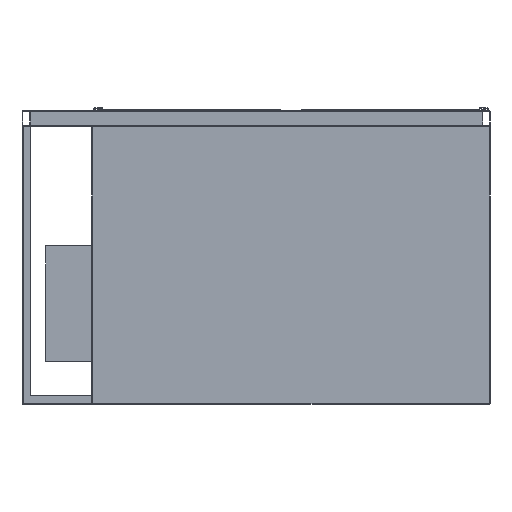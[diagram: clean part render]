
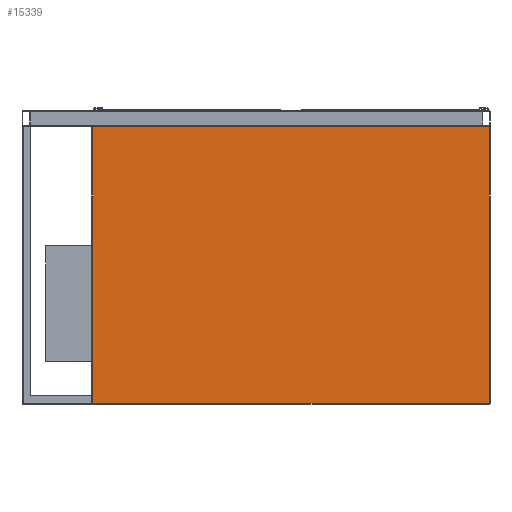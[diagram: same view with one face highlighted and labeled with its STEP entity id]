
A CAD part, front view. The second image highlights one B-rep face of the part: STEP entity #15339.
In plain terms, the highlighted planar face has unit normal (0, -1, 0).
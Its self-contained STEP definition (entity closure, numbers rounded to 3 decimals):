
#51 = PLANE ( 'NONE',  #15247 ) ;
#152 = DIRECTION ( 'NONE',  ( 0., -1., 0. ) ) ;
#571 = CARTESIAN_POINT ( 'NONE',  ( 513., -325., -758. ) ) ;
#1898 = CARTESIAN_POINT ( 'NONE',  ( -513., -325., -760. ) ) ;
#2183 = LINE ( 'NONE', #1898, #5098 ) ;
#3403 = LINE ( 'NONE', #15685, #9315 ) ;
#3470 = EDGE_CURVE ( 'NONE', #18529, #11937, #13075, .T. ) ;
#4167 = ORIENTED_EDGE ( 'NONE', *, *, #10553, .T. ) ;
#4286 = VECTOR ( 'NONE', #16109, 1000. ) ;
#4862 = DIRECTION ( 'NONE',  ( 0., 0., -1. ) ) ;
#5098 = VECTOR ( 'NONE', #4862, 1000. ) ;
#5687 = VERTEX_POINT ( 'NONE', #9056 ) ;
#7432 = FACE_OUTER_BOUND ( 'NONE', #13347, .T. ) ;
#7941 = DIRECTION ( 'NONE',  ( -1., 0., 0. ) ) ;
#8663 = ORIENTED_EDGE ( 'NONE', *, *, #3470, .T. ) ;
#8836 = EDGE_CURVE ( 'NONE', #11937, #5687, #11861, .T. ) ;
#9056 = CARTESIAN_POINT ( 'NONE',  ( 513., -325., -42. ) ) ;
#9164 = ORIENTED_EDGE ( 'NONE', *, *, #8836, .T. ) ;
#9315 = VECTOR ( 'NONE', #7941, 1000. ) ;
#10553 = EDGE_CURVE ( 'NONE', #15110, #18529, #2183, .T. ) ;
#11760 = CARTESIAN_POINT ( 'NONE',  ( -513., -325., -42. ) ) ;
#11861 = LINE ( 'NONE', #14932, #15701 ) ;
#11937 = VERTEX_POINT ( 'NONE', #571 ) ;
#12247 = DIRECTION ( 'NONE',  ( 0., 0., -1. ) ) ;
#12294 = CARTESIAN_POINT ( 'NONE',  ( -513., -325., -758. ) ) ;
#12604 = ORIENTED_EDGE ( 'NONE', *, *, #16029, .T. ) ;
#13075 = LINE ( 'NONE', #13165, #4286 ) ;
#13165 = CARTESIAN_POINT ( 'NONE',  ( -515., -325., -758. ) ) ;
#13335 = CARTESIAN_POINT ( 'NONE',  ( -515., -325., -760. ) ) ;
#13347 = EDGE_LOOP ( 'NONE', ( #12604, #4167, #8663, #9164 ) ) ;
#14932 = CARTESIAN_POINT ( 'NONE',  ( 513., -325., -760. ) ) ;
#15022 = DIRECTION ( 'NONE',  ( 0., 0., 1. ) ) ;
#15110 = VERTEX_POINT ( 'NONE', #11760 ) ;
#15247 = AXIS2_PLACEMENT_3D ( 'NONE', #13335, #152, #12247 ) ;
#15339 = ADVANCED_FACE ( 'Fl�che8', ( #7432 ), #51, .T. ) ;
#15685 = CARTESIAN_POINT ( 'NONE',  ( -515., -325., -42. ) ) ;
#15701 = VECTOR ( 'NONE', #15022, 1000. ) ;
#16029 = EDGE_CURVE ( 'NONE', #5687, #15110, #3403, .T. ) ;
#16109 = DIRECTION ( 'NONE',  ( 1., 0., 0. ) ) ;
#18529 = VERTEX_POINT ( 'NONE', #12294 ) ;
